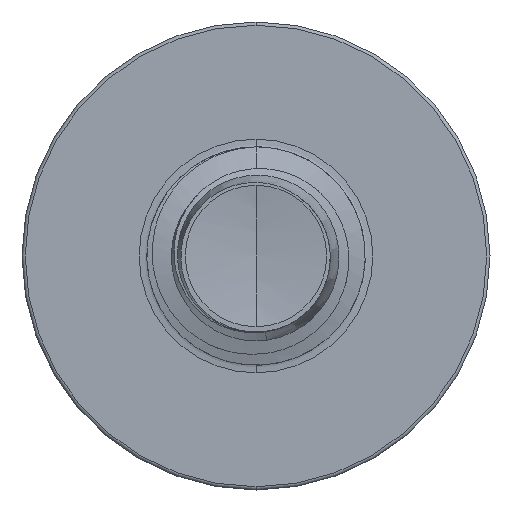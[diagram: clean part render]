
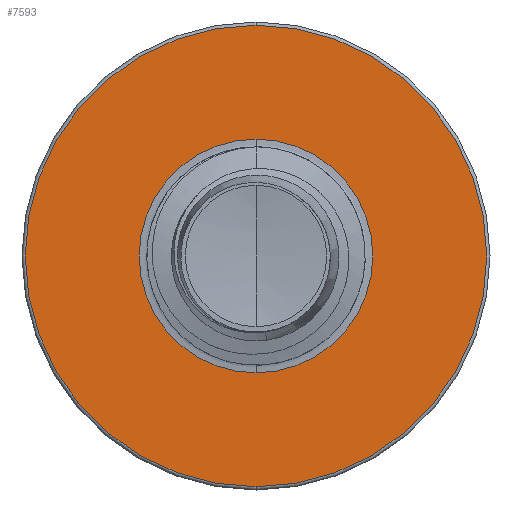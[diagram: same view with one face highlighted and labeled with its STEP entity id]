
A CAD part, front view. The second image highlights one B-rep face of the part: STEP entity #7593.
In plain terms, the highlighted planar face has unit normal (0, -1, 0).
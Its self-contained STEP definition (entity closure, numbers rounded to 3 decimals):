
#1556 = CARTESIAN_POINT ( 'NONE',  ( 0., 5., -3.697 ) ) ;
#2987 = EDGE_CURVE ( 'NONE', #11219, #10559, #14284, .T. ) ;
#3332 = VERTEX_POINT ( 'NONE', #12967 ) ;
#3840 = DIRECTION ( 'NONE',  ( 0., 0., 1. ) ) ;
#4495 = CARTESIAN_POINT ( 'NONE',  ( 0., 5., 1.872 ) ) ;
#4846 = ORIENTED_EDGE ( 'NONE', *, *, #2987, .F. ) ;
#5113 = AXIS2_PLACEMENT_3D ( 'NONE', #9520, #9504, #9499 ) ;
#5303 = AXIS2_PLACEMENT_3D ( 'NONE', #6609, #6574, #6570 ) ;
#5610 = DIRECTION ( 'NONE',  ( 0., 0., 1. ) ) ;
#5720 = CARTESIAN_POINT ( 'NONE',  ( 0., 5., -1.872 ) ) ;
#5727 = PLANE ( 'NONE',  #9778 ) ;
#5800 = CARTESIAN_POINT ( 'NONE',  ( 0., 5., 0. ) ) ;
#6035 = CARTESIAN_POINT ( 'NONE',  ( 0., 5., 3.698 ) ) ;
#6351 = DIRECTION ( 'NONE',  ( 0., 1., 0. ) ) ;
#6570 = DIRECTION ( 'NONE',  ( 0., 0., 1. ) ) ;
#6574 = DIRECTION ( 'NONE',  ( 0., 1., 0. ) ) ;
#6609 = CARTESIAN_POINT ( 'NONE',  ( 0., 5., 0. ) ) ;
#7593 = ADVANCED_FACE ( 'NONE', ( #13041, #13058 ), #5727, .F. ) ;
#8329 = DIRECTION ( 'NONE',  ( 0., 1., 0. ) ) ;
#8867 = EDGE_CURVE ( 'NONE', #15926, #3332, #14702, .T. ) ;
#9366 = AXIS2_PLACEMENT_3D ( 'NONE', #13911, #13900, #13895 ) ;
#9499 = DIRECTION ( 'NONE',  ( 0., 0., 1. ) ) ;
#9504 = DIRECTION ( 'NONE',  ( 0., 1., 0. ) ) ;
#9520 = CARTESIAN_POINT ( 'NONE',  ( 0., 5., 0. ) ) ;
#9778 = AXIS2_PLACEMENT_3D ( 'NONE', #5720, #6351, #5610 ) ;
#9832 = ORIENTED_EDGE ( 'NONE', *, *, #8867, .T. ) ;
#10049 = EDGE_LOOP ( 'NONE', ( #9832, #13130 ) ) ;
#10424 = CIRCLE ( 'NONE', #12718, 3.698 ) ;
#10559 = VERTEX_POINT ( 'NONE', #6035 ) ;
#10718 = EDGE_LOOP ( 'NONE', ( #15836, #4846 ) ) ;
#11219 = VERTEX_POINT ( 'NONE', #1556 ) ;
#11619 = EDGE_CURVE ( 'NONE', #10559, #11219, #10424, .T. ) ;
#12718 = AXIS2_PLACEMENT_3D ( 'NONE', #5800, #8329, #3840 ) ;
#12967 = CARTESIAN_POINT ( 'NONE',  ( 0., 5., -1.872 ) ) ;
#13041 = FACE_OUTER_BOUND ( 'NONE', #10718, .T. ) ;
#13058 = FACE_BOUND ( 'NONE', #10049, .T. ) ;
#13130 = ORIENTED_EDGE ( 'NONE', *, *, #15755, .T. ) ;
#13895 = DIRECTION ( 'NONE',  ( 0., 0., 1. ) ) ;
#13900 = DIRECTION ( 'NONE',  ( 0., 1., 0. ) ) ;
#13911 = CARTESIAN_POINT ( 'NONE',  ( 0., 5., 0. ) ) ;
#14284 = CIRCLE ( 'NONE', #9366, 3.698 ) ;
#14702 = CIRCLE ( 'NONE', #5113, 1.872 ) ;
#15354 = CIRCLE ( 'NONE', #5303, 1.872 ) ;
#15755 = EDGE_CURVE ( 'NONE', #3332, #15926, #15354, .T. ) ;
#15836 = ORIENTED_EDGE ( 'NONE', *, *, #11619, .F. ) ;
#15926 = VERTEX_POINT ( 'NONE', #4495 ) ;
